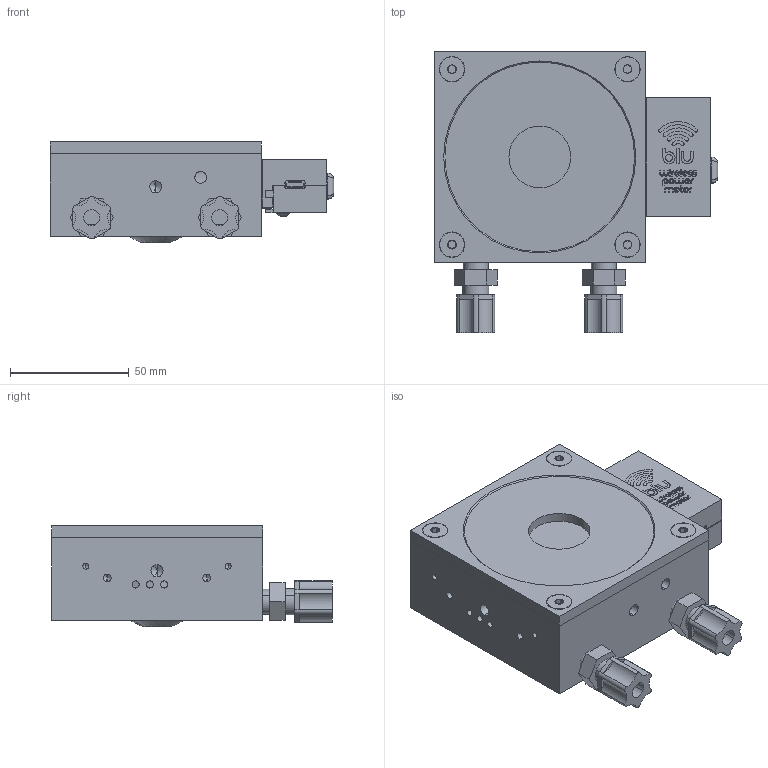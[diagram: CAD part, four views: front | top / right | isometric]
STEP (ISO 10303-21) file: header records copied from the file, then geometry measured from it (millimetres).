
FILE_DESCRIPTION (( 'STEP AP214' ), '1' );
FILE_NAME ('SK-9729 UP25M-350W-H12-BLU.STEP', '2017-12-06T18:08:53', ( '' ), ( '' ), 'SwSTEP 2.0', 'SolidWorks 2016', '' );
FILE_SCHEMA (( 'AUTOMOTIVE_DESIGN' ));
Length unit declared in the file: millimetre
Products named in the file (1): SK-9729 UP25M-350W-H12-BLU
Bounding box: 119.57 x 118.5 x 42.66 mm (x, y, z)
Volume: 426718 mm3; surface area: 75761.1 mm2
Topology: 8 solids, 11 shells, 1493 faces, 3972 edges, 2554 vertices
Faces by surface type: cylinder 580, plane 478, bspline 261, cone 158, torus 12, sphere 4
Entity records: 76973 total; most frequent: CARTESIAN_POINT 27088, ORIENTED_EDGE 7864, DIRECTION 5710, EDGE_CURVE 3932, VERTEX_POINT 2554, VECTOR 1974, LINE 1974, AXIS2_PLACEMENT_3D 1868
